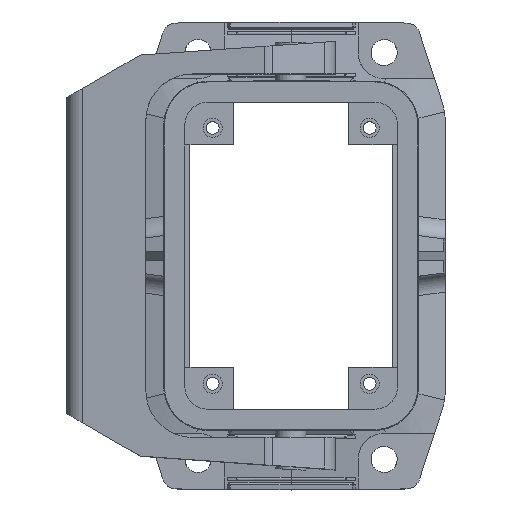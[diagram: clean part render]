
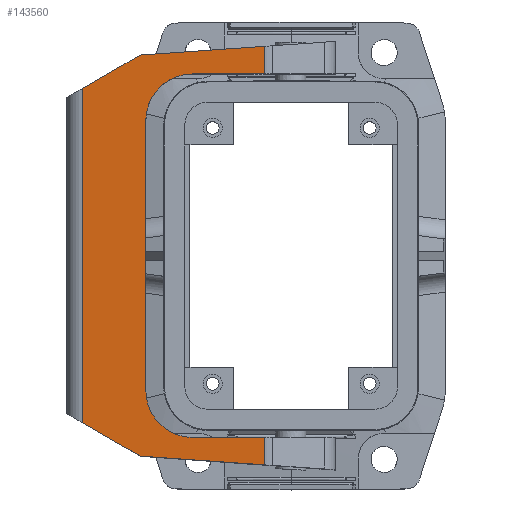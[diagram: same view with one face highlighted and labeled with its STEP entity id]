
A CAD part, top view. The second image highlights one B-rep face of the part: STEP entity #143560.
In plain terms, the highlighted planar face has unit normal (-0.096, 0, 0.995).
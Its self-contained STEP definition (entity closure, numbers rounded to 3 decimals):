
#141550=CARTESIAN_POINT('',(19.99,34.6,
41.786));
#141560=VERTEX_POINT('',#141550);
#141590=CARTESIAN_POINT('',(28.123,34.6,
42.569));
#141600=DIRECTION('',(-0.995,0.,
-0.096));
#141610=VECTOR('',#141600,1.);
#141620=LINE('',#141590,#141610);
#141630=CARTESIAN_POINT('',(32.394,34.6,
42.981));
#141640=VERTEX_POINT('',#141630);
#141650=EDGE_CURVE('',#141640,#141560,#141620,.T.);
#142600=CARTESIAN_POINT('',(21.098,-11.673,
41.893));
#142610=DIRECTION('',(-0.096,0.,
0.995));
#142620=DIRECTION('',(-0.995,0.,
-0.096));
#142630=AXIS2_PLACEMENT_3D('',#142600,#142610,#142620);
#142640=PLANE('',#142630);
#142650=CARTESIAN_POINT('',(27.523,47.378,
42.512));
#142660=DIRECTION('',(-0.863,-0.498,
-0.083));
#142670=VECTOR('',#142660,1.);
#142680=LINE('',#142650,#142670);
#142690=CARTESIAN_POINT('',(11.024,37.853,
40.923));
#142700=VERTEX_POINT('',#142690);
#142710=CARTESIAN_POINT('',(1.047,32.092,
39.962));
#142720=VERTEX_POINT('',#142710);
#142730=EDGE_CURVE('',#142700,#142720,#142680,.T.);
#142740=ORIENTED_EDGE('',*,*,#142730,.T.);
#142750=CARTESIAN_POINT('',(27.523,39.007,
42.512));
#142760=DIRECTION('',(0.993,0.069,
0.096));
#142770=VECTOR('',#142760,1.);
#142780=LINE('',#142750,#142770);
#142790=CARTESIAN_POINT('',(32.394,39.347,
42.981));
#142800=VERTEX_POINT('',#142790);
#142810=EDGE_CURVE('',#142700,#142800,#142780,.T.);
#142820=ORIENTED_EDGE('',*,*,#142810,.F.);
#142830=CARTESIAN_POINT('',(32.394,40.2,
42.981));
#142840=DIRECTION('',(0.,-1.,0.));
#142850=VECTOR('',#142840,1.);
#142860=LINE('',#142830,#142850);
#142870=EDGE_CURVE('',#142800,#141640,#142860,.T.);
#142880=ORIENTED_EDGE('',*,*,#142870,.F.);
#142890=ORIENTED_EDGE('',*,*,#141650,.F.);
#142900=CARTESIAN_POINT('',(19.99,26.6,
41.786));
#142910=DIRECTION('',(-0.096,0.,
0.995));
#142920=DIRECTION('',(-0.995,0.,
-0.096));
#142930=AXIS2_PLACEMENT_3D('',#142900,#142910,#142920);
#142940=ELLIPSE('',#142930,8.037,8.);
#142950=CARTESIAN_POINT('',(11.99,26.6,
41.016));
#142960=VERTEX_POINT('',#142950);
#142970=EDGE_CURVE('',#141560,#142960,#142940,.T.);
#142980=ORIENTED_EDGE('',*,*,#142970,.F.);
#142990=CARTESIAN_POINT('',(11.99,40.2,
41.016));
#143000=DIRECTION('',(0.,-1.,0.));
#143010=VECTOR('',#143000,1.);
#143020=LINE('',#142990,#143010);
#143030=CARTESIAN_POINT('',(11.99,-19.9,
41.016));
#143040=VERTEX_POINT('',#143030);
#143050=EDGE_CURVE('',#142960,#143040,#143020,.T.);
#143060=ORIENTED_EDGE('',*,*,#143050,.F.);
#143070=CARTESIAN_POINT('',(19.99,-19.9,
41.786));
#143080=DIRECTION('',(-0.096,0.,
0.995));
#143090=DIRECTION('',(-0.995,0.,
-0.096));
#143100=AXIS2_PLACEMENT_3D('',#143070,#143080,#143090);
#143110=ELLIPSE('',#143100,8.037,8.);
#143120=CARTESIAN_POINT('',(19.99,-27.9,
41.786));
#143130=VERTEX_POINT('',#143120);
#143140=EDGE_CURVE('',#143040,#143130,#143110,.T.);
#143150=ORIENTED_EDGE('',*,*,#143140,.F.);
#143160=CARTESIAN_POINT('',(27.523,-27.9,
42.512));
#143170=DIRECTION('',(0.995,0.,
0.096));
#143180=VECTOR('',#143170,1.);
#143190=LINE('',#143160,#143180);
#143200=CARTESIAN_POINT('',(32.394,-27.9,
42.981));
#143210=VERTEX_POINT('',#143200);
#143220=EDGE_CURVE('',#143130,#143210,#143190,.T.);
#143230=ORIENTED_EDGE('',*,*,#143220,.F.);
#143240=CARTESIAN_POINT('',(32.394,22.5,
42.981));
#143250=DIRECTION('',(0.,1.,0.));
#143260=VECTOR('',#143250,1.);
#143270=LINE('',#143240,#143260);
#143280=CARTESIAN_POINT('',(32.394,-32.647,
42.981));
#143290=VERTEX_POINT('',#143280);
#143300=EDGE_CURVE('',#143290,#143210,#143270,.T.);
#143310=ORIENTED_EDGE('',*,*,#143300,.T.);
#143320=CARTESIAN_POINT('',(27.523,-32.306,
42.512));
#143330=DIRECTION('',(0.993,-0.069,
0.096));
#143340=VECTOR('',#143330,1.);
#143350=LINE('',#143320,#143340);
#143360=CARTESIAN_POINT('',(11.024,-31.153,
40.923));
#143370=VERTEX_POINT('',#143360);
#143380=EDGE_CURVE('',#143370,#143290,#143350,.T.);
#143390=ORIENTED_EDGE('',*,*,#143380,.T.);
#143400=CARTESIAN_POINT('',(27.523,-40.678,
42.512));
#143410=DIRECTION('',(-0.863,0.498,
-0.083));
#143420=VECTOR('',#143410,1.);
#143430=LINE('',#143400,#143420);
#143440=CARTESIAN_POINT('',(1.047,-25.392,
39.962));
#143450=VERTEX_POINT('',#143440);
#143460=EDGE_CURVE('',#143370,#143450,#143430,.T.);
#143470=ORIENTED_EDGE('',*,*,#143460,.F.);
#143480=CARTESIAN_POINT('',(1.047,40.2,
39.962));
#143490=DIRECTION('',(0.,1.,0.));
#143500=VECTOR('',#143490,1.);
#143510=LINE('',#143480,#143500);
#143520=EDGE_CURVE('',#143450,#142720,#143510,.T.);
#143530=ORIENTED_EDGE('',*,*,#143520,.F.);
#143540=EDGE_LOOP('',(#143530,#143470,#143390,#143310,#143230,#143150,
#143060,#142980,#142890,#142880,#142820,#142740));
#143550=FACE_OUTER_BOUND('',#143540,.T.);
#143560=ADVANCED_FACE('',(#143550),#142640,.T.);
